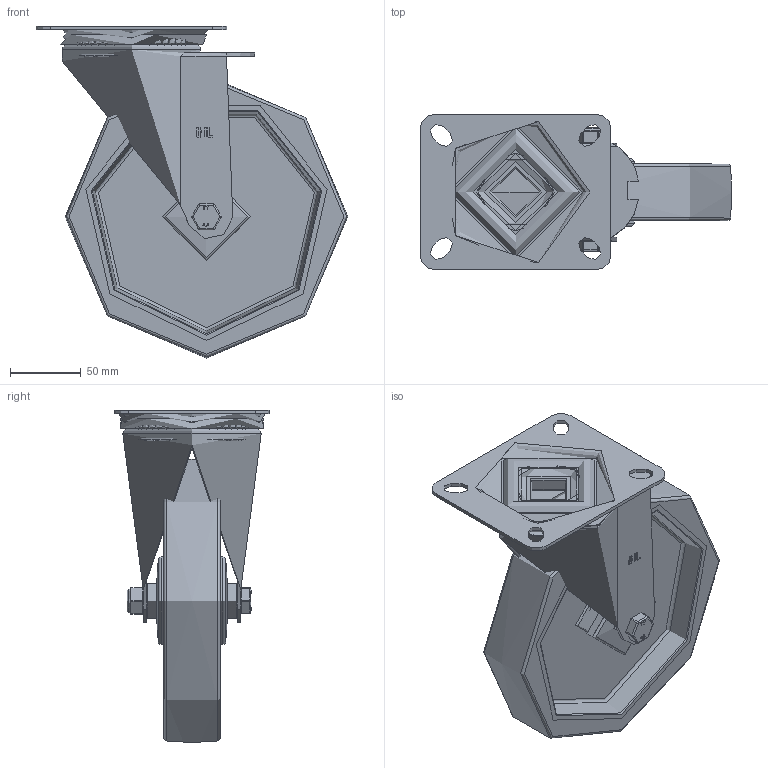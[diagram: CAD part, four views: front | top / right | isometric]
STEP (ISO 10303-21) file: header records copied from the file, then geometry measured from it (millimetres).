
FILE_DESCRIPTION(/* description */ (''),/* implementation_level */ '2;1');
FILE_NAME(/* name */ 'BZMM200STPRBJ.step',/* time_stamp */ '2024-07-02T12:47:54+01:00',/* author */ (''),/* organization */ (''),/* preprocessor_version */ 'ST-DEVELOPER v20',/* originating_system */ 'Autodesk Translation Framework v13.14.0.145',/* authorisation */ '');
FILE_SCHEMA (('AUTOMOTIVE_DESIGN { 1 0 10303 214 3 1 1 }'));
Length unit declared in the file: millimetre
Products named in the file (27): BZMM200STPRBJ; BZMM200AS/LITE - 64 v1; ZINC PLATED, PRESSED STEEL TOP PLATE (1); ZINC PLATED, PRESSED STEEL TOP PLATE Geometry (1); BALL BEARINGS (1); Component1 (1); ZINC PLATED, PRESSED STEEL FORKS (1); BEARING SEAL (1); BZH200WSTPRBJM12 v1; 65 SHORE A THERMOPLASTIC RUBBER TYRE; POLYPROPYLENE RIM; BEARING6204; INNER; OUTER; BALL BEARINGS (2); Component3; MIDDLE; RUBBER; CAP; CAP Geometry; CAP2; HEXBOLTM12X80Z8.8 v2; GRADE 8.8 ZINC PLATED BOLT; NYLOCM12Z v1; NYLOC NUT; NUT; RUBBER (1)
Assembly tree (72 placements, depth 5):
  BZMM200STPRBJ
    BZMM200AS/LITE - 64 v1
      ZINC PLATED, PRESSED STEEL TOP PLATE (1)
        ZINC PLATED, PRESSED STEEL TOP PLATE Geometry (1)
        BALL BEARINGS (1)
          Component1 (1)  x40
      ZINC PLATED, PRESSED STEEL FORKS (1)
      BEARING SEAL (1)
    BZH200WSTPRBJM12 v1
      65 SHORE A THERMOPLASTIC RUBBER TYRE
      POLYPROPYLENE RIM
      BEARING6204
        INNER
        OUTER
        BALL BEARINGS (2)
          Component3  x8
        MIDDLE
        RUBBER
      CAP
        CAP Geometry
        CAP2
    HEXBOLTM12X80Z8.8 v2
      GRADE 8.8 ZINC PLATED BOLT
    NYLOCM12Z v1
      NYLOC NUT
        NUT
        RUBBER (1)
Bounding box: 220.5 x 110 x 234.91 mm (x, y, z)
Volume: 777543.3 mm3; surface area: 307231.8 mm2
Topology: 63 solids, 63 shells, 817 faces, 2033 edges, 1330 vertices
Faces by surface type: plane 316, bspline 198, cylinder 172, sphere 82, torus 35, cone 14
Full cylindrical faces by diameter (mm): 9.836 x18, 11.834 x18, 12 x3, 12.2 x2, 12.6 x2, 14 x2, 18 x1, 18.5 x1, 19.9 x2, 20 x1, 25 x2, 26.25 x2, 27 x1, 28.5 x4, 30.8 x2, 31.3 x2, 33.75 x1, 39.75 x1, 40.3 x2, 40.5 x2, 40.8 x2, 42 x5, 43 x2, 46 x2, 47 x2, 48 x2, 50 x1, 52.5 x2, 55 x1, 56.5 x2
Entity records: 33623 total; most frequent: CARTESIAN_POINT 15511, ORIENTED_EDGE 3746, DIRECTION 3162, EDGE_CURVE 1873, VERTEX_POINT 1236, AXIS2_PLACEMENT_3D 1174, EDGE_LOOP 929, LINE 814
